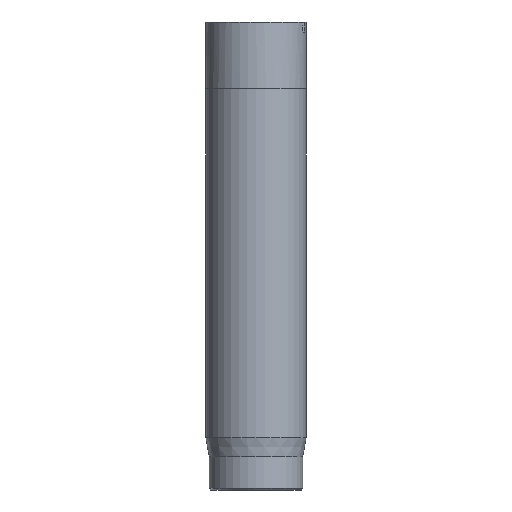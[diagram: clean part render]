
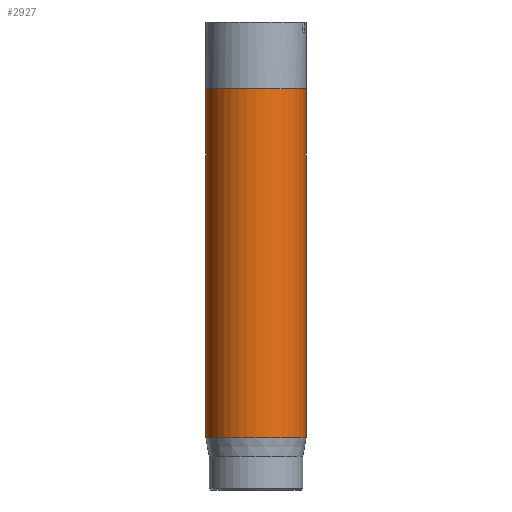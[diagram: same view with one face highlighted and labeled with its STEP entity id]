
A CAD part, front view. The second image highlights one B-rep face of the part: STEP entity #2927.
In plain terms, the highlighted cylindrical face has radius 1.5 mm (diameter 3 mm), a full revolution.
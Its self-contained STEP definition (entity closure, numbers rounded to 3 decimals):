
#408=CYLINDRICAL_SURFACE('',#3170,1.5);
#421=FACE_OUTER_BOUND('',#593,.T.);
#593=EDGE_LOOP('',(#2043,#2044,#2045,#2046,#2047));
#774=LINE('',#3733,#997);
#997=VECTOR('',#3313,1.5);
#1217=CIRCLE('',#3152,1.5);
#1226=CIRCLE('',#3168,1.5);
#1227=CIRCLE('',#3169,1.5);
#1244=VERTEX_POINT('',#3697);
#1253=VERTEX_POINT('',#3727);
#1254=VERTEX_POINT('',#3728);
#1549=EDGE_CURVE('',#1244,#1244,#1217,.T.);
#1563=EDGE_CURVE('',#1253,#1254,#1226,.T.);
#1564=EDGE_CURVE('',#1254,#1253,#1227,.T.);
#1566=EDGE_CURVE('',#1244,#1253,#774,.T.);
#2043=ORIENTED_EDGE('',*,*,#1549,.T.);
#2044=ORIENTED_EDGE('',*,*,#1566,.T.);
#2045=ORIENTED_EDGE('',*,*,#1563,.T.);
#2046=ORIENTED_EDGE('',*,*,#1564,.T.);
#2047=ORIENTED_EDGE('',*,*,#1566,.F.);
#2927=ADVANCED_FACE('',(#421),#408,.T.);
#3152=AXIS2_PLACEMENT_3D('',#3698,#3269,#3270);
#3168=AXIS2_PLACEMENT_3D('',#3729,#3306,#3307);
#3169=AXIS2_PLACEMENT_3D('',#3730,#3308,#3309);
#3170=AXIS2_PLACEMENT_3D('',#3732,#3311,#3312);
#3269=DIRECTION('center_axis',(0.,0.,-1.));
#3270=DIRECTION('ref_axis',(-1.,0.,0.));
#3306=DIRECTION('center_axis',(0.,0.,1.));
#3307=DIRECTION('ref_axis',(-1.,0.,0.));
#3308=DIRECTION('center_axis',(0.,0.,1.));
#3309=DIRECTION('ref_axis',(-1.,0.,0.));
#3311=DIRECTION('center_axis',(0.,0.,1.));
#3312=DIRECTION('ref_axis',(-1.,0.,0.));
#3313=DIRECTION('',(0.,0.,-1.));
#3697=CARTESIAN_POINT('',(1.5,0.,12.));
#3698=CARTESIAN_POINT('Origin',(0.,0.,12.));
#3727=CARTESIAN_POINT('',(1.5,0.,1.567));
#3728=CARTESIAN_POINT('',(-1.5,0.,1.567));
#3729=CARTESIAN_POINT('Origin',(0.,0.,1.567));
#3730=CARTESIAN_POINT('Origin',(0.,0.,1.567));
#3732=CARTESIAN_POINT('Origin',(0.,0.,0.));
#3733=CARTESIAN_POINT('',(1.5,0.,0.));
